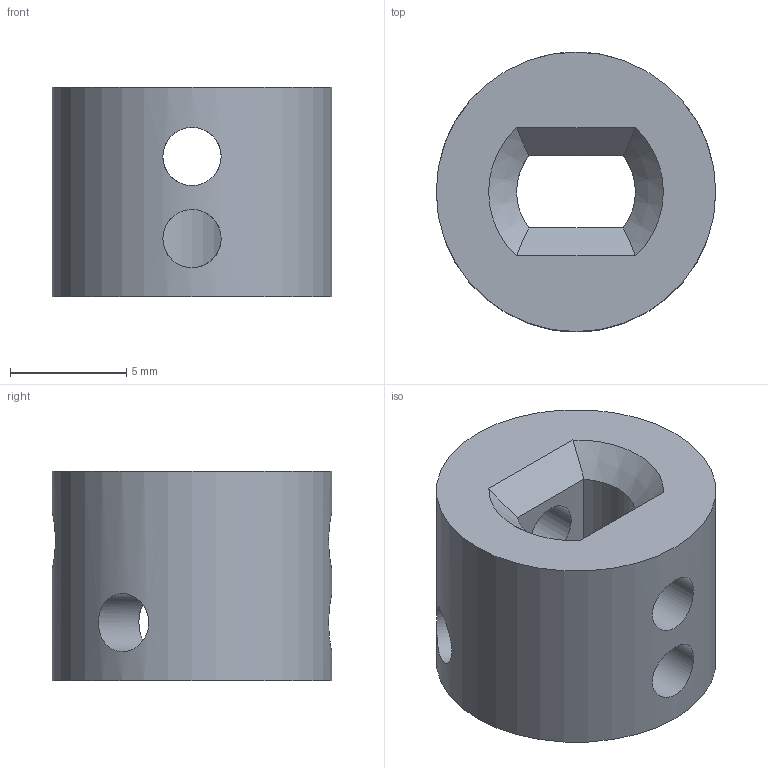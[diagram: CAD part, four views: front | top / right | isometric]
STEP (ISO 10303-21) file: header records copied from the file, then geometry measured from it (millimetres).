
FILE_DESCRIPTION(/* description */ (''),/* implementation_level */ '2;1');
FILE_NAME(/* name */ '30_Coupling_Screw_28BYJ_M3.ipt.step',/* time_stamp */ '2022-11-29T08:14:54+01:00',/* author */ ('diederichbenedict'),/* organization */ (''),/* preprocessor_version */ 'ST-DEVELOPER v18.1',/* originating_system */ 'Autodesk Inventor 2022',/* authorisation */ '');
FILE_SCHEMA (('AUTOMOTIVE_DESIGN { 1 0 10303 214 3 1 1 }'));
Length unit declared in the file: millimetre
Products named in the file (1): 30_Coupling_Screw_28BYJ_M3
Bounding box: 12 x 12 x 9 mm (x, y, z)
Volume: 747.3 mm3; surface area: 768.2 mm2
Topology: 1 solids, 1 shells, 18 faces, 43 edges, 28 vertices
Faces by surface type: cylinder 9, plane 7, cone 2
Full cylindrical faces by diameter (mm): 2.5 x5, 5.4 x1, 12 x1
Entity records: 838 total; most frequent: CARTESIAN_POINT 368, ORIENTED_EDGE 86, DIRECTION 79, EDGE_CURVE 43, EDGE_LOOP 31, AXIS2_PLACEMENT_3D 31, VERTEX_POINT 28, FACE_OUTER_BOUND 18
